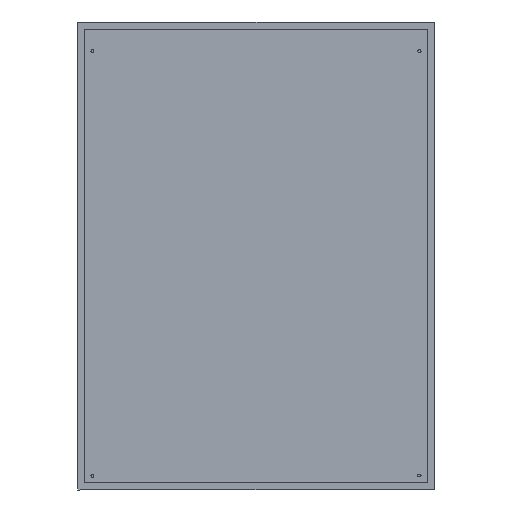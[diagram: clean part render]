
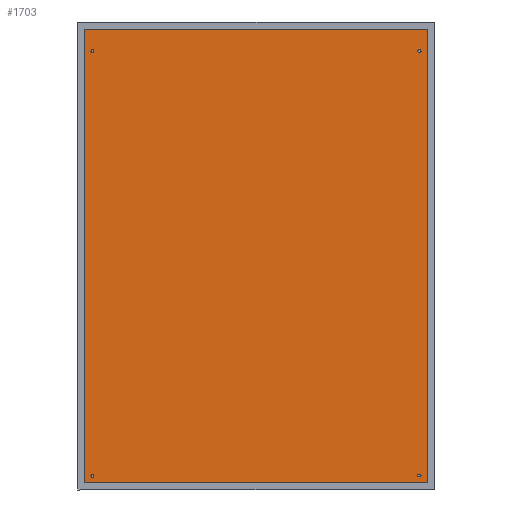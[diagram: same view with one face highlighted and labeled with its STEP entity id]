
A CAD part, front view. The second image highlights one B-rep face of the part: STEP entity #1703.
In plain terms, the highlighted planar face has unit normal (0, -1, 0).
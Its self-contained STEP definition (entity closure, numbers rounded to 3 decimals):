
#98=FACE_BOUND('',#396,.T.);
#99=FACE_BOUND('',#397,.T.);
#100=FACE_BOUND('',#398,.T.);
#101=FACE_BOUND('',#399,.T.);
#176=PLANE('',#1874);
#269=FACE_OUTER_BOUND('',#395,.T.);
#395=EDGE_LOOP('',(#1577,#1578,#1579,#1580));
#396=EDGE_LOOP('',(#1581));
#397=EDGE_LOOP('',(#1582));
#398=EDGE_LOOP('',(#1583));
#399=EDGE_LOOP('',(#1584));
#569=LINE('',#2785,#743);
#572=LINE('',#2791,#746);
#575=LINE('',#2797,#749);
#578=LINE('',#2801,#752);
#743=VECTOR('',#2316,10.);
#746=VECTOR('',#2321,10.);
#749=VECTOR('',#2326,10.);
#752=VECTOR('',#2331,10.);
#789=CIRCLE('',#1859,4.);
#791=CIRCLE('',#1862,4.);
#793=CIRCLE('',#1865,4.);
#795=CIRCLE('',#1868,4.);
#923=VERTEX_POINT('',#2755);
#925=VERTEX_POINT('',#2761);
#927=VERTEX_POINT('',#2767);
#929=VERTEX_POINT('',#2773);
#933=VERTEX_POINT('',#2782);
#934=VERTEX_POINT('',#2784);
#936=VERTEX_POINT('',#2790);
#938=VERTEX_POINT('',#2796);
#1133=EDGE_CURVE('',#923,#923,#789,.T.);
#1136=EDGE_CURVE('',#925,#925,#791,.T.);
#1139=EDGE_CURVE('',#927,#927,#793,.T.);
#1142=EDGE_CURVE('',#929,#929,#795,.T.);
#1147=EDGE_CURVE('',#934,#933,#569,.T.);
#1150=EDGE_CURVE('',#936,#934,#572,.T.);
#1153=EDGE_CURVE('',#938,#936,#575,.T.);
#1156=EDGE_CURVE('',#933,#938,#578,.T.);
#1577=ORIENTED_EDGE('',*,*,#1156,.T.);
#1578=ORIENTED_EDGE('',*,*,#1153,.T.);
#1579=ORIENTED_EDGE('',*,*,#1150,.T.);
#1580=ORIENTED_EDGE('',*,*,#1147,.T.);
#1581=ORIENTED_EDGE('',*,*,#1142,.T.);
#1582=ORIENTED_EDGE('',*,*,#1139,.T.);
#1583=ORIENTED_EDGE('',*,*,#1136,.T.);
#1584=ORIENTED_EDGE('',*,*,#1133,.T.);
#1703=ADVANCED_FACE('',(#269,#98,#99,#100,#101),#176,.T.);
#1859=AXIS2_PLACEMENT_3D('',#2756,#2286,#2287);
#1862=AXIS2_PLACEMENT_3D('',#2762,#2293,#2294);
#1865=AXIS2_PLACEMENT_3D('',#2768,#2300,#2301);
#1868=AXIS2_PLACEMENT_3D('',#2774,#2307,#2308);
#1874=AXIS2_PLACEMENT_3D('',#2802,#2332,#2333);
#2286=DIRECTION('center_axis',(0.,1.,0.));
#2287=DIRECTION('ref_axis',(1.,0.,0.));
#2293=DIRECTION('center_axis',(0.,1.,0.));
#2294=DIRECTION('ref_axis',(1.,0.,0.));
#2300=DIRECTION('center_axis',(0.,1.,0.));
#2301=DIRECTION('ref_axis',(1.,0.,0.));
#2307=DIRECTION('center_axis',(0.,1.,0.));
#2308=DIRECTION('ref_axis',(1.,0.,0.));
#2316=DIRECTION('',(0.,0.,-1.));
#2321=DIRECTION('',(-1.,0.,0.));
#2326=DIRECTION('',(0.,0.,1.));
#2331=DIRECTION('',(1.,0.,0.));
#2332=DIRECTION('center_axis',(0.,-1.,0.));
#2333=DIRECTION('ref_axis',(0.,0.,-1.));
#2755=CARTESIAN_POINT('',(36.,-32.,-1248.865));
#2756=CARTESIAN_POINT('Origin',(40.,-32.,-1248.865));
#2761=CARTESIAN_POINT('',(36.,-32.,-79.865));
#2762=CARTESIAN_POINT('Origin',(40.,-32.,-79.865));
#2767=CARTESIAN_POINT('',(937.,-32.,-79.865));
#2768=CARTESIAN_POINT('Origin',(941.,-32.,-79.865));
#2773=CARTESIAN_POINT('',(937.,-32.,-1248.865));
#2774=CARTESIAN_POINT('Origin',(941.,-32.,-1248.865));
#2782=CARTESIAN_POINT('',(17.5,-32.,-1269.365));
#2784=CARTESIAN_POINT('',(17.5,-32.,-19.365));
#2785=CARTESIAN_POINT('',(17.5,-32.,-331.865));
#2790=CARTESIAN_POINT('',(963.5,-32.,-19.365));
#2791=CARTESIAN_POINT('',(727.,-32.,-19.365));
#2796=CARTESIAN_POINT('',(963.5,-32.,-1269.365));
#2797=CARTESIAN_POINT('',(963.5,-32.,-956.865));
#2801=CARTESIAN_POINT('',(254.,-32.,-1269.365));
#2802=CARTESIAN_POINT('Origin',(490.5,-32.,-644.365));
